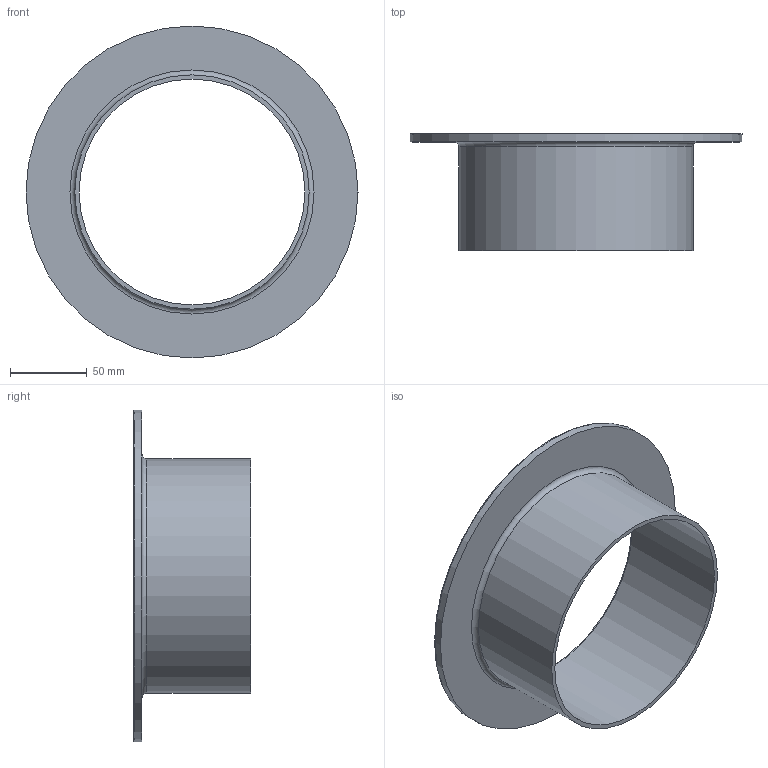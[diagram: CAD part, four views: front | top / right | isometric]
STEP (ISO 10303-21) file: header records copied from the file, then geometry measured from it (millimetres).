
FILE_DESCRIPTION(/* description */ ('STUB END LAP JOINT'),/* implementation_level */ '2;1');
FILE_NAME(/* name */ '3X30760_14VB_6.ipt.stp',/* time_stamp */ '2019-07-08T08:58:36-04:00',/* author */ ('CEJ'),/* organization */ ('Top Line Process Equipment Company'),/* preprocessor_version */ 'ST-DEVELOPER v16.5',/* originating_system */ 'Autodesk Inventor 2017',/* authorisation */ '');
FILE_SCHEMA (('AUTOMOTIVE_DESIGN { 1 0 10303 214 3 1 1 }'));
Length unit declared in the file: inch
Products named in the file (1): 3X30760
Bounding box: 215.9 x 76.2 x 215.9 mm (x, y, z)
Volume: 198041.7 mm3; surface area: 119497.5 mm2
Topology: 1 solids, 1 shells, 94 faces, 187 edges, 95 vertices
Faces by surface type: cone 88, cylinder 3, plane 2, torus 1
Full cylindrical faces by diameter (mm): 146.863 x1, 152.4 x1, 215.9 x1
Entity records: 1920 total; most frequent: DIRECTION 378, CARTESIAN_POINT 283, AXIS2_PLACEMENT_3D 189, EDGE_LOOP 188, ORIENTED_EDGE 188, FACE_BOUND 94, FACE_OUTER_BOUND 94, CIRCLE 94
